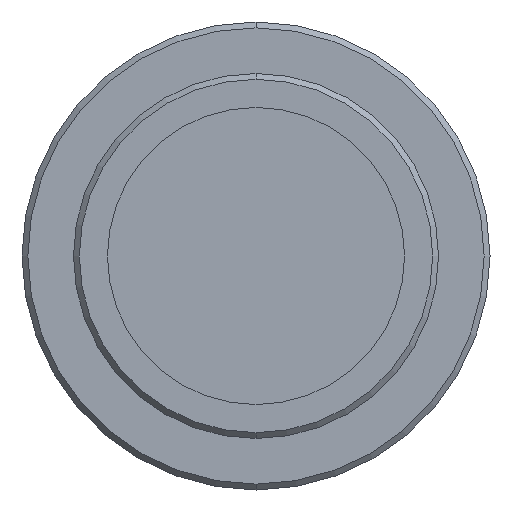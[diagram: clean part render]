
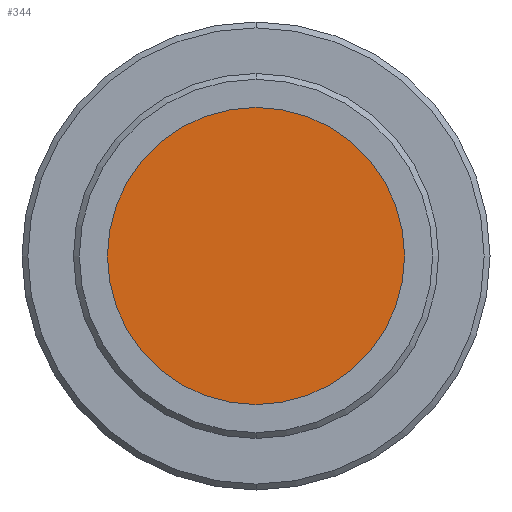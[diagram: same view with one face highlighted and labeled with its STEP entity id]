
A CAD part, front view. The second image highlights one B-rep face of the part: STEP entity #344.
In plain terms, the highlighted planar face has unit normal (0, -1, 0).
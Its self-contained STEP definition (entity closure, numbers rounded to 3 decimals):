
#14 = AXIS2_PLACEMENT_3D ( 'NONE', #254, #108, #522 ) ;
#38 = FACE_OUTER_BOUND ( 'NONE', #530, .T. ) ;
#57 = CIRCLE ( 'NONE', #14, 6.35 ) ;
#62 = EDGE_CURVE ( 'NONE', #759, #757, #315, .T. ) ;
#108 = DIRECTION ( 'NONE',  ( 0., -1., 0. ) ) ;
#137 = EDGE_CURVE ( 'NONE', #757, #759, #57, .T. ) ;
#148 = DIRECTION ( 'NONE',  ( 0., -1., 0. ) ) ;
#150 = PLANE ( 'NONE',  #456 ) ;
#236 = CARTESIAN_POINT ( 'NONE',  ( 0., -7.55, 6.35 ) ) ;
#254 = CARTESIAN_POINT ( 'NONE',  ( 0., -7.55, 0. ) ) ;
#279 = AXIS2_PLACEMENT_3D ( 'NONE', #337, #490, #730 ) ;
#315 = CIRCLE ( 'NONE', #279, 6.35 ) ;
#337 = CARTESIAN_POINT ( 'NONE',  ( 0., -7.55, 0. ) ) ;
#343 = CARTESIAN_POINT ( 'NONE',  ( 0., -7.55, -6.35 ) ) ;
#344 = ADVANCED_FACE ( 'NONE', ( #38 ), #150, .T. ) ;
#360 = ORIENTED_EDGE ( 'NONE', *, *, #137, .T. ) ;
#396 = DIRECTION ( 'NONE',  ( 0., 0., -1. ) ) ;
#456 = AXIS2_PLACEMENT_3D ( 'NONE', #510, #148, #396 ) ;
#490 = DIRECTION ( 'NONE',  ( 0., -1., 0. ) ) ;
#510 = CARTESIAN_POINT ( 'NONE',  ( 0., -7.55, 0. ) ) ;
#522 = DIRECTION ( 'NONE',  ( 0., 0., -1. ) ) ;
#530 = EDGE_LOOP ( 'NONE', ( #699, #360 ) ) ;
#699 = ORIENTED_EDGE ( 'NONE', *, *, #62, .T. ) ;
#730 = DIRECTION ( 'NONE',  ( 0., 0., -1. ) ) ;
#757 = VERTEX_POINT ( 'NONE', #343 ) ;
#759 = VERTEX_POINT ( 'NONE', #236 ) ;
